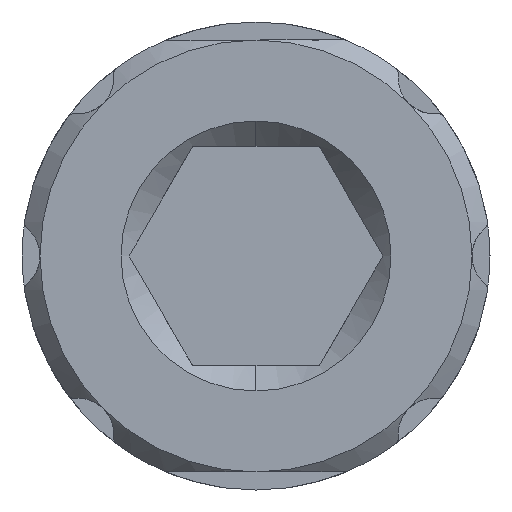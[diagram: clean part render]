
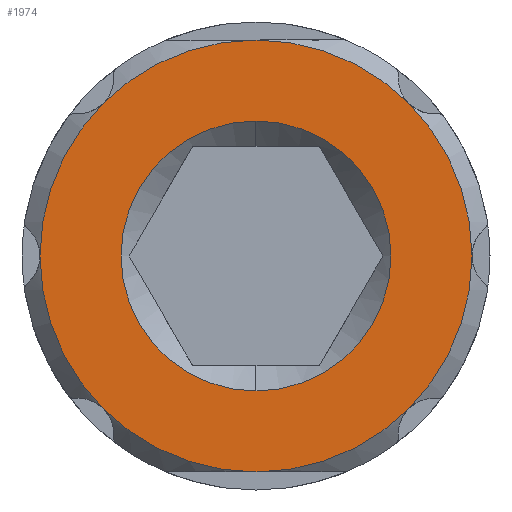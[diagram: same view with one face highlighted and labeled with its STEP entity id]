
A CAD part, front view. The second image highlights one B-rep face of the part: STEP entity #1974.
In plain terms, the highlighted planar face has unit normal (0, -1, 0).
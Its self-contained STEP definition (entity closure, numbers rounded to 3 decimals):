
#65 = DIRECTION ( 'NONE',  ( 0., 0., 1. ) ) ;
#82 = DIRECTION ( 'NONE',  ( 0., 0., -1. ) ) ;
#124 = AXIS2_PLACEMENT_3D ( 'NONE', #2646, #2670, #82 ) ;
#128 = VERTEX_POINT ( 'NONE', #1818 ) ;
#156 = VERTEX_POINT ( 'NONE', #2889 ) ;
#167 = CARTESIAN_POINT ( 'NONE',  ( 0., 5., 0. ) ) ;
#195 = DIRECTION ( 'NONE',  ( 0., -1., 0. ) ) ;
#338 = CIRCLE ( 'NONE', #3102, 6. ) ;
#363 = ORIENTED_EDGE ( 'NONE', *, *, #4211, .T. ) ;
#425 = AXIS2_PLACEMENT_3D ( 'NONE', #1317, #3244, #2000 ) ;
#430 = VERTEX_POINT ( 'NONE', #606 ) ;
#464 = ORIENTED_EDGE ( 'NONE', *, *, #2939, .T. ) ;
#606 = CARTESIAN_POINT ( 'NONE',  ( -6., 5., 0. ) ) ;
#700 = ORIENTED_EDGE ( 'NONE', *, *, #1408, .T. ) ;
#726 = CARTESIAN_POINT ( 'NONE',  ( 4.243, 5., 4.243 ) ) ;
#733 = VERTEX_POINT ( 'NONE', #3034 ) ;
#830 = VERTEX_POINT ( 'NONE', #4360 ) ;
#906 = FACE_BOUND ( 'NONE', #4530, .T. ) ;
#997 = CIRCLE ( 'NONE', #124, 6. ) ;
#1023 = VERTEX_POINT ( 'NONE', #2638 ) ;
#1166 = DIRECTION ( 'NONE',  ( 0., -1., 0. ) ) ;
#1188 = DIRECTION ( 'NONE',  ( 0., 0., -1. ) ) ;
#1206 = ORIENTED_EDGE ( 'NONE', *, *, #1852, .T. ) ;
#1272 = AXIS2_PLACEMENT_3D ( 'NONE', #2328, #2757, #65 ) ;
#1290 = AXIS2_PLACEMENT_3D ( 'NONE', #4594, #1166, #1188 ) ;
#1291 = ORIENTED_EDGE ( 'NONE', *, *, #4845, .T. ) ;
#1317 = CARTESIAN_POINT ( 'NONE',  ( 0., 5., 0. ) ) ;
#1325 = VERTEX_POINT ( 'NONE', #2074 ) ;
#1399 = CARTESIAN_POINT ( 'NONE',  ( 0., 5., 3.75 ) ) ;
#1407 = AXIS2_PLACEMENT_3D ( 'NONE', #1448, #2540, #4804 ) ;
#1408 = EDGE_CURVE ( 'NONE', #4288, #1325, #3136, .T. ) ;
#1448 = CARTESIAN_POINT ( 'NONE',  ( 0., 5., 0. ) ) ;
#1491 = CARTESIAN_POINT ( 'NONE',  ( 0., 5., 0. ) ) ;
#1660 = DIRECTION ( 'NONE',  ( 0., 0., 1. ) ) ;
#1680 = CARTESIAN_POINT ( 'NONE',  ( 4.243, 5., -4.243 ) ) ;
#1759 = VERTEX_POINT ( 'NONE', #1399 ) ;
#1818 = CARTESIAN_POINT ( 'NONE',  ( -4.243, 5., -4.243 ) ) ;
#1852 = EDGE_CURVE ( 'NONE', #156, #733, #3659, .T. ) ;
#1858 = EDGE_CURVE ( 'NONE', #430, #128, #3185, .T. ) ;
#1920 = AXIS2_PLACEMENT_3D ( 'NONE', #3493, #3118, #4645 ) ;
#1974 = ADVANCED_FACE ( 'NONE', ( #906, #3958 ), #2353, .F. ) ;
#2000 = DIRECTION ( 'NONE',  ( 0., 0., -1. ) ) ;
#2019 = ORIENTED_EDGE ( 'NONE', *, *, #4090, .T. ) ;
#2074 = CARTESIAN_POINT ( 'NONE',  ( 6., 5., 0. ) ) ;
#2121 = DIRECTION ( 'NONE',  ( 0., 0., -1. ) ) ;
#2328 = CARTESIAN_POINT ( 'NONE',  ( 0., 5., 0. ) ) ;
#2353 = PLANE ( 'NONE',  #2796 ) ;
#2398 = AXIS2_PLACEMENT_3D ( 'NONE', #3966, #3919, #2121 ) ;
#2439 = ORIENTED_EDGE ( 'NONE', *, *, #2640, .T. ) ;
#2540 = DIRECTION ( 'NONE',  ( 0., -1., 0. ) ) ;
#2566 = CIRCLE ( 'NONE', #425, 6. ) ;
#2634 = DIRECTION ( 'NONE',  ( 0., 0., -1. ) ) ;
#2638 = CARTESIAN_POINT ( 'NONE',  ( 0., 5., -6. ) ) ;
#2640 = EDGE_CURVE ( 'NONE', #733, #430, #3434, .T. ) ;
#2646 = CARTESIAN_POINT ( 'NONE',  ( 0., 5., 0. ) ) ;
#2670 = DIRECTION ( 'NONE',  ( 0., -1., 0. ) ) ;
#2757 = DIRECTION ( 'NONE',  ( 0., 1., 0. ) ) ;
#2773 = CIRCLE ( 'NONE', #1272, 3.75 ) ;
#2793 = AXIS2_PLACEMENT_3D ( 'NONE', #4174, #3832, #3760 ) ;
#2796 = AXIS2_PLACEMENT_3D ( 'NONE', #3910, #3591, #1660 ) ;
#2838 = EDGE_CURVE ( 'NONE', #3019, #156, #338, .T. ) ;
#2887 = DIRECTION ( 'NONE',  ( 0., 0., -1. ) ) ;
#2889 = CARTESIAN_POINT ( 'NONE',  ( 0., 5., 6. ) ) ;
#2939 = EDGE_CURVE ( 'NONE', #1325, #3019, #3339, .T. ) ;
#2955 = DIRECTION ( 'NONE',  ( 0., -1., 0. ) ) ;
#2962 = AXIS2_PLACEMENT_3D ( 'NONE', #1491, #2955, #2634 ) ;
#3019 = VERTEX_POINT ( 'NONE', #726 ) ;
#3034 = CARTESIAN_POINT ( 'NONE',  ( -4.243, 5., 4.243 ) ) ;
#3102 = AXIS2_PLACEMENT_3D ( 'NONE', #167, #195, #2887 ) ;
#3118 = DIRECTION ( 'NONE',  ( 0., 1., 0. ) ) ;
#3136 = CIRCLE ( 'NONE', #1407, 6. ) ;
#3174 = ORIENTED_EDGE ( 'NONE', *, *, #2838, .T. ) ;
#3185 = CIRCLE ( 'NONE', #2793, 6. ) ;
#3244 = DIRECTION ( 'NONE',  ( 0., -1., 0. ) ) ;
#3339 = CIRCLE ( 'NONE', #2398, 6. ) ;
#3434 = CIRCLE ( 'NONE', #2962, 6. ) ;
#3493 = CARTESIAN_POINT ( 'NONE',  ( 0., 5., 0. ) ) ;
#3591 = DIRECTION ( 'NONE',  ( 0., 1., 0. ) ) ;
#3659 = CIRCLE ( 'NONE', #1290, 6. ) ;
#3742 = CIRCLE ( 'NONE', #1920, 3.75 ) ;
#3760 = DIRECTION ( 'NONE',  ( 0., 0., -1. ) ) ;
#3812 = EDGE_CURVE ( 'NONE', #830, #1759, #3742, .T. ) ;
#3832 = DIRECTION ( 'NONE',  ( 0., -1., 0. ) ) ;
#3910 = CARTESIAN_POINT ( 'NONE',  ( 0., 5., 0. ) ) ;
#3919 = DIRECTION ( 'NONE',  ( 0., -1., 0. ) ) ;
#3958 = FACE_OUTER_BOUND ( 'NONE', #4735, .T. ) ;
#3966 = CARTESIAN_POINT ( 'NONE',  ( 0., 5., 0. ) ) ;
#4090 = EDGE_CURVE ( 'NONE', #128, #1023, #997, .T. ) ;
#4134 = ORIENTED_EDGE ( 'NONE', *, *, #3812, .T. ) ;
#4174 = CARTESIAN_POINT ( 'NONE',  ( 0., 5., 0. ) ) ;
#4211 = EDGE_CURVE ( 'NONE', #1023, #4288, #2566, .T. ) ;
#4288 = VERTEX_POINT ( 'NONE', #1680 ) ;
#4360 = CARTESIAN_POINT ( 'NONE',  ( 0., 5., -3.75 ) ) ;
#4530 = EDGE_LOOP ( 'NONE', ( #4134, #1291 ) ) ;
#4562 = ORIENTED_EDGE ( 'NONE', *, *, #1858, .T. ) ;
#4594 = CARTESIAN_POINT ( 'NONE',  ( 0., 5., 0. ) ) ;
#4645 = DIRECTION ( 'NONE',  ( 0., 0., 1. ) ) ;
#4735 = EDGE_LOOP ( 'NONE', ( #3174, #1206, #2439, #4562, #2019, #363, #700, #464 ) ) ;
#4804 = DIRECTION ( 'NONE',  ( 0., 0., -1. ) ) ;
#4845 = EDGE_CURVE ( 'NONE', #1759, #830, #2773, .T. ) ;
